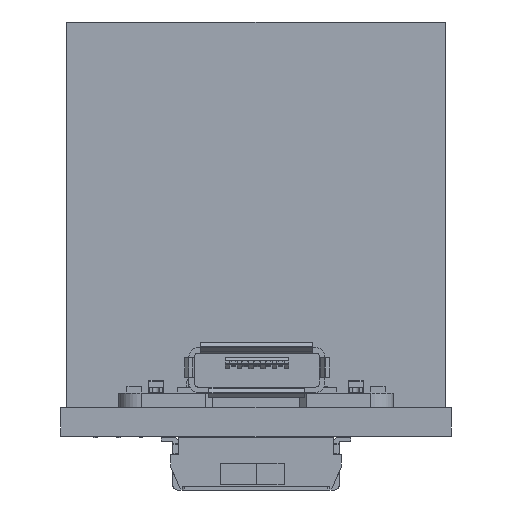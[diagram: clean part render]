
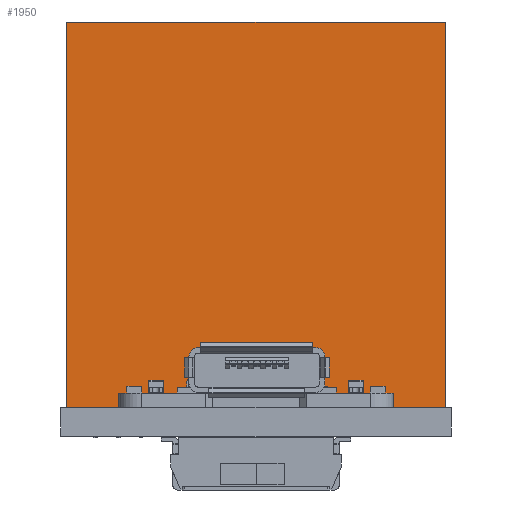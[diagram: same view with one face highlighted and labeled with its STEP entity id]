
A CAD part, front view. The second image highlights one B-rep face of the part: STEP entity #1950.
In plain terms, the highlighted face is planar.
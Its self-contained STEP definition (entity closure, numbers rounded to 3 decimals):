
#470 = VERTEX_POINT('',#471);
#471 = CARTESIAN_POINT('',(-38.85,0.,10.45));
#477 = EDGE_CURVE('',#470,#478,#480,.T.);
#478 = VERTEX_POINT('',#479);
#479 = CARTESIAN_POINT('',(-38.85,0.,-10.45));
#480 = LINE('',#481,#482);
#481 = CARTESIAN_POINT('',(-38.85,0.,0.));
#482 = VECTOR('',#483,1.);
#483 = DIRECTION('',(0.,0.,-1.));
#595 = EDGE_CURVE('',#596,#478,#598,.T.);
#596 = VERTEX_POINT('',#597);
#597 = CARTESIAN_POINT('',(-38.85,21.31,-10.45));
#598 = LINE('',#599,#600);
#599 = CARTESIAN_POINT('',(-38.85,21.31,-10.45));
#600 = VECTOR('',#601,1.);
#601 = DIRECTION('',(0.,-1.,0.));
#766 = EDGE_CURVE('',#767,#596,#769,.T.);
#767 = VERTEX_POINT('',#768);
#768 = CARTESIAN_POINT('',(-38.85,21.31,10.45));
#769 = LINE('',#770,#771);
#770 = CARTESIAN_POINT('',(-38.85,21.31,0.));
#771 = VECTOR('',#772,1.);
#772 = DIRECTION('',(0.,0.,-1.));
#1916 = EDGE_CURVE('',#767,#470,#1917,.T.);
#1917 = LINE('',#1918,#1919);
#1918 = CARTESIAN_POINT('',(-38.85,21.31,10.45));
#1919 = VECTOR('',#1920,1.);
#1920 = DIRECTION('',(0.,-1.,0.));
#1950 = ADVANCED_FACE('',(#1951),#1957,.T.);
#1951 = FACE_BOUND('',#1952,.T.);
#1952 = EDGE_LOOP('',(#1953,#1954,#1955,#1956));
#1953 = ORIENTED_EDGE('',*,*,#477,.F.);
#1954 = ORIENTED_EDGE('',*,*,#1916,.F.);
#1955 = ORIENTED_EDGE('',*,*,#766,.T.);
#1956 = ORIENTED_EDGE('',*,*,#595,.T.);
#1957 = PLANE('',#1958);
#1958 = AXIS2_PLACEMENT_3D('',#1959,#1960,#1961);
#1959 = CARTESIAN_POINT('',(-38.85,21.31,0.));
#1960 = DIRECTION('',(-1.,0.,0.));
#1961 = DIRECTION('',(0.,0.,1.));
